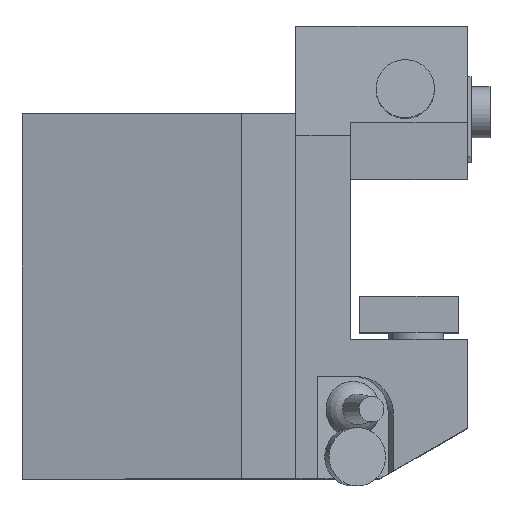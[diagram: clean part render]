
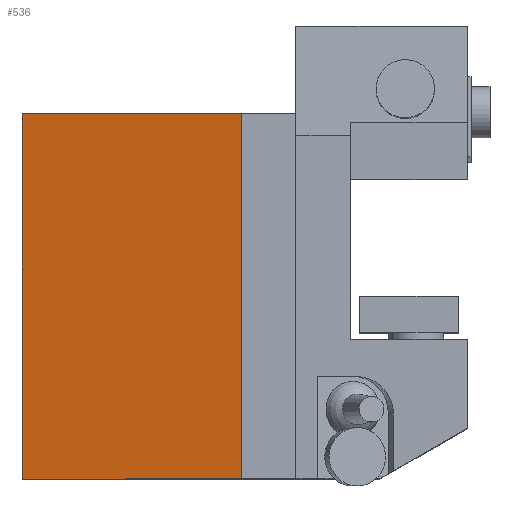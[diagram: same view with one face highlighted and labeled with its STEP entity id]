
A CAD part, top view. The second image highlights one B-rep face of the part: STEP entity #536.
In plain terms, the highlighted planar face has unit normal (-0.174, 0, 0.985).
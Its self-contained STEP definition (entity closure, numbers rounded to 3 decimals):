
#536=ADVANCED_FACE('',(#1065),#814,.F.);
#814=PLANE('',#6205);
#1065=FACE_OUTER_BOUND('',#1337,.T.);
#1337=EDGE_LOOP('',(#2827,#2828,#2829,#2830));
#2827=ORIENTED_EDGE('',*,*,#4444,.F.);
#2828=ORIENTED_EDGE('',*,*,#4398,.F.);
#2829=ORIENTED_EDGE('',*,*,#4199,.F.);
#2830=ORIENTED_EDGE('',*,*,#4449,.F.);
#3574=VERTEX_POINT('',#8854);
#3575=VERTEX_POINT('',#8856);
#3715=VERTEX_POINT('',#9234);
#3733=VERTEX_POINT('',#9299);
#4199=EDGE_CURVE('',#3574,#3575,#4865,.T.);
#4398=EDGE_CURVE('',#3575,#3715,#5054,.T.);
#4444=EDGE_CURVE('',#3715,#3733,#5100,.T.);
#4449=EDGE_CURVE('',#3733,#3574,#5105,.T.);
#4865=LINE('',#8855,#5421);
#5054=LINE('',#9233,#5610);
#5100=LINE('',#9298,#5656);
#5105=LINE('',#9307,#5661);
#5421=VECTOR('',#7098,1.);
#5610=VECTOR('',#7385,1.);
#5656=VECTOR('',#7433,1.);
#5661=VECTOR('',#7440,1.);
#6205=AXIS2_PLACEMENT_3D('',#9508,#7741,#7742);
#7098=DIRECTION('',(-0.985,0.,-0.174));
#7385=DIRECTION('',(0.,1.,0.));
#7433=DIRECTION('',(0.985,0.,0.174));
#7440=DIRECTION('',(0.,-1.,0.));
#7741=DIRECTION('',(0.174,0.,-0.985));
#7742=DIRECTION('',(0.985,0.,0.174));
#8854=CARTESIAN_POINT('',(9.5,-25.,54.65));
#8855=CARTESIAN_POINT('',(-24.726,-25.,48.615));
#8856=CARTESIAN_POINT('',(-20.5,-25.,49.36));
#9233=CARTESIAN_POINT('',(-20.5,37.,49.36));
#9234=CARTESIAN_POINT('',(-20.5,25.,49.36));
#9298=CARTESIAN_POINT('',(-24.726,25.,48.615));
#9299=CARTESIAN_POINT('',(9.5,25.,54.65));
#9307=CARTESIAN_POINT('',(9.5,37.,54.65));
#9508=CARTESIAN_POINT('',(9.5,37.,54.65));
